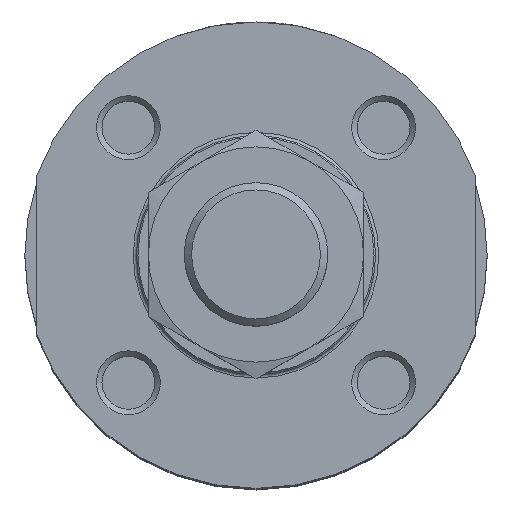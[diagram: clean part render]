
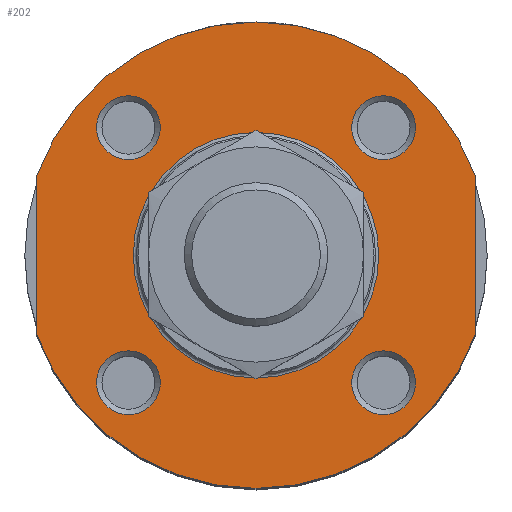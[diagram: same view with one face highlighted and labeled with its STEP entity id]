
A CAD part, top view. The second image highlights one B-rep face of the part: STEP entity #202.
In plain terms, the highlighted planar face has unit normal (0, 0, 1).
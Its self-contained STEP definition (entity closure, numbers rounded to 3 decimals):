
#202 = ADVANCED_FACE( '', ( #381, #382, #383, #384, #385, #386 ), #387, .T. );
#381 = FACE_BOUND( '', #692, .T. );
#382 = FACE_BOUND( '', #693, .T. );
#383 = FACE_BOUND( '', #694, .T. );
#384 = FACE_BOUND( '', #695, .T. );
#385 = FACE_BOUND( '', #696, .T. );
#386 = FACE_OUTER_BOUND( '', #697, .T. );
#387 = PLANE( '', #698 );
#692 = EDGE_LOOP( '', ( #1122 ) );
#693 = EDGE_LOOP( '', ( #1123 ) );
#694 = EDGE_LOOP( '', ( #1124 ) );
#695 = EDGE_LOOP( '', ( #1125 ) );
#696 = EDGE_LOOP( '', ( #1126 ) );
#697 = EDGE_LOOP( '', ( #1127, #1128, #1129, #1130 ) );
#698 = AXIS2_PLACEMENT_3D( '', #1131, #1132, #1133 );
#1122 = ORIENTED_EDGE( '', *, *, #1719, .T. );
#1123 = ORIENTED_EDGE( '', *, *, #1720, .T. );
#1124 = ORIENTED_EDGE( '', *, *, #1721, .T. );
#1125 = ORIENTED_EDGE( '', *, *, #1722, .T. );
#1126 = ORIENTED_EDGE( '', *, *, #1723, .T. );
#1127 = ORIENTED_EDGE( '', *, *, #1707, .T. );
#1128 = ORIENTED_EDGE( '', *, *, #1724, .T. );
#1129 = ORIENTED_EDGE( '', *, *, #1725, .T. );
#1130 = ORIENTED_EDGE( '', *, *, #1726, .T. );
#1131 = CARTESIAN_POINT( '', ( 0., 0., 0. ) );
#1132 = DIRECTION( '', ( 0., 0., 1. ) );
#1133 = DIRECTION( '', ( 1., 0., 0. ) );
#1707 = EDGE_CURVE( '', #1950, #1951, #1952, .T. );
#1719 = EDGE_CURVE( '', #1968, #1968, #1969, .T. );
#1720 = EDGE_CURVE( '', #1970, #1970, #1971, .T. );
#1721 = EDGE_CURVE( '', #1972, #1972, #1973, .T. );
#1722 = EDGE_CURVE( '', #1974, #1974, #1975, .T. );
#1723 = EDGE_CURVE( '', #1976, #1976, #1977, .T. );
#1724 = EDGE_CURVE( '', #1951, #1978, #1979, .T. );
#1725 = EDGE_CURVE( '', #1978, #1980, #1981, .T. );
#1726 = EDGE_CURVE( '', #1980, #1950, #1982, .T. );
#1950 = VERTEX_POINT( '', #2614 );
#1951 = VERTEX_POINT( '', #2615 );
#1952 = CIRCLE( '', #2616, 29.25 );
#1968 = VERTEX_POINT( '', #2637 );
#1969 = CIRCLE( '', #2638, 4. );
#1970 = VERTEX_POINT( '', #2639 );
#1971 = CIRCLE( '', #2640, 4. );
#1972 = VERTEX_POINT( '', #2641 );
#1973 = CIRCLE( '', #2642, 4. );
#1974 = VERTEX_POINT( '', #2643 );
#1975 = CIRCLE( '', #2644, 4. );
#1976 = VERTEX_POINT( '', #2645 );
#1977 = CIRCLE( '', #2646, 15.4 );
#1978 = VERTEX_POINT( '', #2647 );
#1979 = LINE( '', #2648, #2649 );
#1980 = VERTEX_POINT( '', #2650 );
#1981 = CIRCLE( '', #2651, 29.25 );
#1982 = LINE( '', #2652, #2653 );
#2614 = CARTESIAN_POINT( '', ( 27.5, 9.966, 0. ) );
#2615 = CARTESIAN_POINT( '', ( -27.5, 9.966, 0. ) );
#2616 = AXIS2_PLACEMENT_3D( '', #3123, #3124, #3125 );
#2637 = CARTESIAN_POINT( '', ( 12., -16., 0. ) );
#2638 = AXIS2_PLACEMENT_3D( '', #3149, #3150, #3151 );
#2639 = CARTESIAN_POINT( '', ( 12., 16., 0. ) );
#2640 = AXIS2_PLACEMENT_3D( '', #3152, #3153, #3154 );
#2641 = CARTESIAN_POINT( '', ( -20., -16., 0. ) );
#2642 = AXIS2_PLACEMENT_3D( '', #3155, #3156, #3157 );
#2643 = CARTESIAN_POINT( '', ( -20., 16., 0. ) );
#2644 = AXIS2_PLACEMENT_3D( '', #3158, #3159, #3160 );
#2645 = CARTESIAN_POINT( '', ( 0., 15.4, 0. ) );
#2646 = AXIS2_PLACEMENT_3D( '', #3161, #3162, #3163 );
#2647 = CARTESIAN_POINT( '', ( -27.5, -9.966, 0. ) );
#2648 = CARTESIAN_POINT( '', ( -27.5, 9.966, 0. ) );
#2649 = VECTOR( '', #3164, 1000. );
#2650 = CARTESIAN_POINT( '', ( 27.5, -9.966, 0. ) );
#2651 = AXIS2_PLACEMENT_3D( '', #3165, #3166, #3167 );
#2652 = CARTESIAN_POINT( '', ( 27.5, -9.966, 0. ) );
#2653 = VECTOR( '', #3168, 1000. );
#3123 = CARTESIAN_POINT( '', ( 0., 0., 0. ) );
#3124 = DIRECTION( '', ( 0., 0., 1. ) );
#3125 = DIRECTION( '', ( 1., 0., 0. ) );
#3149 = CARTESIAN_POINT( '', ( 16., -16., 0. ) );
#3150 = DIRECTION( '', ( 0., 0., -1. ) );
#3151 = DIRECTION( '', ( -1., 0., 0. ) );
#3152 = CARTESIAN_POINT( '', ( 16., 16., 0. ) );
#3153 = DIRECTION( '', ( 0., 0., -1. ) );
#3154 = DIRECTION( '', ( -1., 0., 0. ) );
#3155 = CARTESIAN_POINT( '', ( -16., -16., 0. ) );
#3156 = DIRECTION( '', ( 0., 0., -1. ) );
#3157 = DIRECTION( '', ( -1., 0., 0. ) );
#3158 = CARTESIAN_POINT( '', ( -16., 16., 0. ) );
#3159 = DIRECTION( '', ( 0., 0., -1. ) );
#3160 = DIRECTION( '', ( -1., 0., 0. ) );
#3161 = CARTESIAN_POINT( '', ( 0., 0., 0. ) );
#3162 = DIRECTION( '', ( 0., 0., -1. ) );
#3163 = DIRECTION( '', ( 0., 1., 0. ) );
#3164 = DIRECTION( '', ( 0., -1., 0. ) );
#3165 = CARTESIAN_POINT( '', ( 0., 0., 0. ) );
#3166 = DIRECTION( '', ( 0., 0., 1. ) );
#3167 = DIRECTION( '', ( 1., 0., 0. ) );
#3168 = DIRECTION( '', ( 0., 1., 0. ) );
